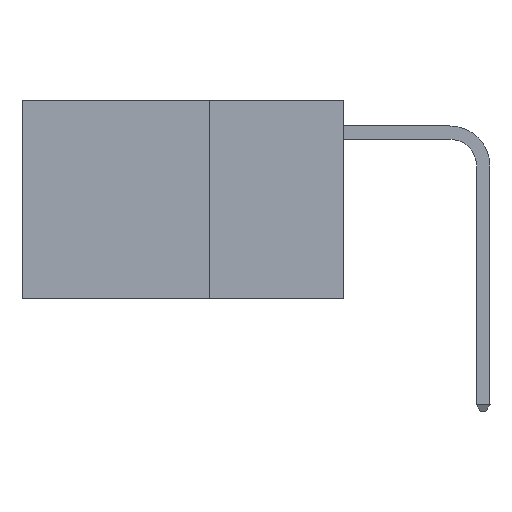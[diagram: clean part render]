
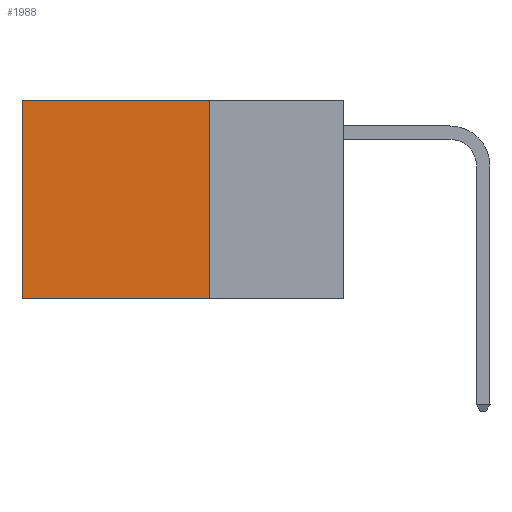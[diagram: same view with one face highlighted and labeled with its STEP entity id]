
A CAD part, left-side view. The second image highlights one B-rep face of the part: STEP entity #1988.
In plain terms, the highlighted planar face has unit normal (-1, 0, 0).
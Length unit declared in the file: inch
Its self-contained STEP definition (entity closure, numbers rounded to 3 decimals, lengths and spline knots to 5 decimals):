
#29 = CARTESIAN_POINT ( 'NONE',  ( 0.2625, 0.25, 0. ) ) ;
#725 = CARTESIAN_POINT ( 'NONE',  ( 0.2625, 0.25, 0. ) ) ;
#756 = VERTEX_POINT ( 'NONE', #2787 ) ;
#1383 = VECTOR ( 'NONE', #16834, 39.37008 ) ;
#1988 = ADVANCED_FACE ( 'NONE', ( #15508 ), #16517, .F. ) ;
#2020 = DIRECTION ( 'NONE',  ( 0., 1., 0. ) ) ;
#2131 = CARTESIAN_POINT ( 'NONE',  ( 0.2625, 0.25, -0.37 ) ) ;
#2282 = VERTEX_POINT ( 'NONE', #14449 ) ;
#2787 = CARTESIAN_POINT ( 'NONE',  ( 0.2625, 0.6, 0. ) ) ;
#4401 = EDGE_CURVE ( 'NONE', #15787, #2282, #5427, .T. ) ;
#4468 = DIRECTION ( 'NONE',  ( 0., 0., -1. ) ) ;
#4668 = EDGE_CURVE ( 'NONE', #11919, #15787, #16085, .T. ) ;
#5427 = LINE ( 'NONE', #2131, #13243 ) ;
#6785 = VECTOR ( 'NONE', #12587, 39.37008 ) ;
#8749 = CARTESIAN_POINT ( 'NONE',  ( 0.2625, 0.25, -0.37 ) ) ;
#9170 = EDGE_LOOP ( 'NONE', ( #14966, #13177, #15618, #11247 ) ) ;
#9604 = AXIS2_PLACEMENT_3D ( 'NONE', #15138, #15679, #15674 ) ;
#11247 = ORIENTED_EDGE ( 'NONE', *, *, #15298, .T. ) ;
#11919 = VERTEX_POINT ( 'NONE', #725 ) ;
#12261 = CARTESIAN_POINT ( 'NONE',  ( 0.2625, 0.6, 0. ) ) ;
#12587 = DIRECTION ( 'NONE',  ( 0., 0., -1. ) ) ;
#13120 = VECTOR ( 'NONE', #4468, 39.37008 ) ;
#13177 = ORIENTED_EDGE ( 'NONE', *, *, #4401, .F. ) ;
#13243 = VECTOR ( 'NONE', #2020, 39.37008 ) ;
#14449 = CARTESIAN_POINT ( 'NONE',  ( 0.2625, 0.6, -0.37 ) ) ;
#14966 = ORIENTED_EDGE ( 'NONE', *, *, #15965, .T. ) ;
#15138 = CARTESIAN_POINT ( 'NONE',  ( 0.2625, 0.25, 0. ) ) ;
#15298 = EDGE_CURVE ( 'NONE', #11919, #756, #17402, .T. ) ;
#15307 = CARTESIAN_POINT ( 'NONE',  ( 0.2625, 0.25, 0. ) ) ;
#15508 = FACE_OUTER_BOUND ( 'NONE', #9170, .T. ) ;
#15618 = ORIENTED_EDGE ( 'NONE', *, *, #4668, .F. ) ;
#15674 = DIRECTION ( 'NONE',  ( 0., 0., -1. ) ) ;
#15679 = DIRECTION ( 'NONE',  ( 1., 0., 0. ) ) ;
#15787 = VERTEX_POINT ( 'NONE', #8749 ) ;
#15965 = EDGE_CURVE ( 'NONE', #756, #2282, #17149, .T. ) ;
#16085 = LINE ( 'NONE', #29, #6785 ) ;
#16517 = PLANE ( 'NONE',  #9604 ) ;
#16834 = DIRECTION ( 'NONE',  ( 0., 1., 0. ) ) ;
#17149 = LINE ( 'NONE', #12261, #13120 ) ;
#17402 = LINE ( 'NONE', #15307, #1383 ) ;
